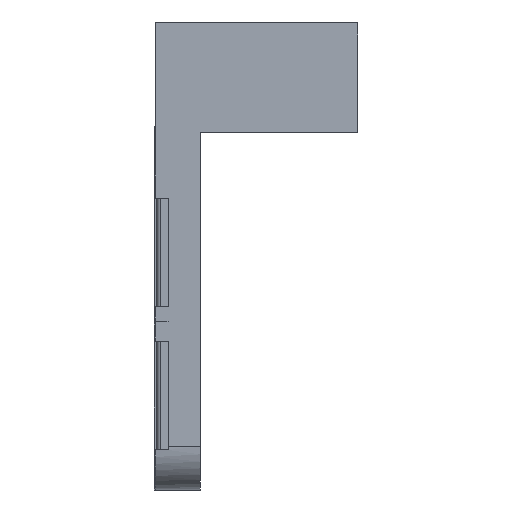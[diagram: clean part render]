
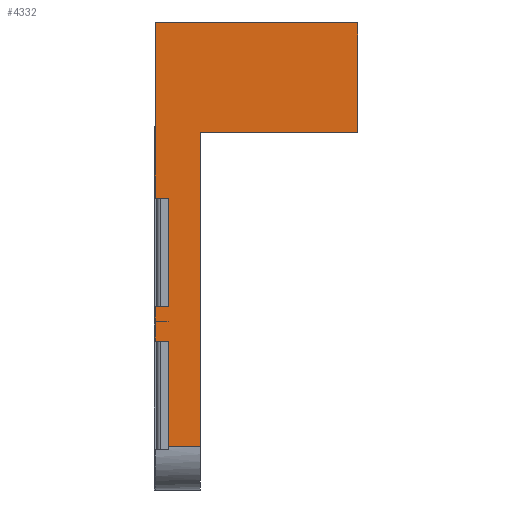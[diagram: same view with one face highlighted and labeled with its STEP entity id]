
A CAD part, left-side view. The second image highlights one B-rep face of the part: STEP entity #4332.
In plain terms, the highlighted planar face has unit normal (-1, 0, 0).
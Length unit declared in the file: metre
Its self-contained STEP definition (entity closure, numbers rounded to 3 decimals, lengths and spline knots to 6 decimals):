
#171=ORIENTED_EDGE('',*,*,#1483,.F.);
#172=ORIENTED_EDGE('',*,*,#1484,.T.);
#173=ORIENTED_EDGE('',*,*,#1485,.F.);
#174=ORIENTED_EDGE('',*,*,#1486,.F.);
#175=ORIENTED_EDGE('',*,*,#1487,.F.);
#176=ORIENTED_EDGE('',*,*,#1488,.T.);
#177=ORIENTED_EDGE('',*,*,#1489,.F.);
#178=ORIENTED_EDGE('',*,*,#1490,.F.);
#179=ORIENTED_EDGE('',*,*,#1491,.F.);
#180=ORIENTED_EDGE('',*,*,#1492,.T.);
#181=ORIENTED_EDGE('',*,*,#1493,.T.);
#182=ORIENTED_EDGE('',*,*,#1494,.F.);
#183=ORIENTED_EDGE('',*,*,#1495,.T.);
#184=ORIENTED_EDGE('',*,*,#1496,.T.);
#185=ORIENTED_EDGE('',*,*,#1497,.T.);
#186=ORIENTED_EDGE('',*,*,#1498,.F.);
#187=ORIENTED_EDGE('',*,*,#1499,.T.);
#188=ORIENTED_EDGE('',*,*,#1500,.F.);
#189=ORIENTED_EDGE('',*,*,#1501,.T.);
#190=ORIENTED_EDGE('',*,*,#1502,.T.);
#191=ORIENTED_EDGE('',*,*,#1503,.T.);
#192=ORIENTED_EDGE('',*,*,#1504,.F.);
#193=ORIENTED_EDGE('',*,*,#1505,.T.);
#1483=EDGE_CURVE('',#2139,#2140,#2584,.F.);
#1484=EDGE_CURVE('',#2139,#2141,#2585,.T.);
#1485=EDGE_CURVE('',#2142,#2141,#2586,.T.);
#1486=EDGE_CURVE('',#2143,#2142,#2587,.T.);
#1487=EDGE_CURVE('',#2144,#2143,#2588,.T.);
#1488=EDGE_CURVE('',#2144,#2145,#2589,.T.);
#1489=EDGE_CURVE('',#2146,#2145,#2590,.T.);
#1490=EDGE_CURVE('',#2147,#2146,#2591,.T.);
#1491=EDGE_CURVE('',#2148,#2147,#2592,.T.);
#1492=EDGE_CURVE('',#2148,#2149,#2593,.T.);
#1493=EDGE_CURVE('',#2149,#2150,#2594,.T.);
#1494=EDGE_CURVE('',#2151,#2150,#2595,.T.);
#1495=EDGE_CURVE('',#2151,#2152,#2596,.F.);
#1496=EDGE_CURVE('',#2152,#2153,#2597,.F.);
#1497=EDGE_CURVE('',#2153,#2154,#2598,.F.);
#1498=EDGE_CURVE('',#2155,#2154,#2599,.F.);
#1499=EDGE_CURVE('',#2155,#2156,#2600,.F.);
#1500=EDGE_CURVE('',#2157,#2156,#2601,.T.);
#1501=EDGE_CURVE('',#2157,#2158,#2602,.F.);
#1502=EDGE_CURVE('',#2158,#2159,#2603,.T.);
#1503=EDGE_CURVE('',#2159,#2160,#2604,.T.);
#1504=EDGE_CURVE('',#2161,#2160,#2605,.T.);
#1505=EDGE_CURVE('',#2161,#2140,#2606,.T.);
#2139=VERTEX_POINT('',#6074);
#2140=VERTEX_POINT('',#6075);
#2141=VERTEX_POINT('',#6077);
#2142=VERTEX_POINT('',#6079);
#2143=VERTEX_POINT('',#6081);
#2144=VERTEX_POINT('',#6083);
#2145=VERTEX_POINT('',#6085);
#2146=VERTEX_POINT('',#6087);
#2147=VERTEX_POINT('',#6089);
#2148=VERTEX_POINT('',#6091);
#2149=VERTEX_POINT('',#6093);
#2150=VERTEX_POINT('',#6095);
#2151=VERTEX_POINT('',#6097);
#2152=VERTEX_POINT('',#6099);
#2153=VERTEX_POINT('',#6101);
#2154=VERTEX_POINT('',#6103);
#2155=VERTEX_POINT('',#6105);
#2156=VERTEX_POINT('',#6107);
#2157=VERTEX_POINT('',#6109);
#2158=VERTEX_POINT('',#6111);
#2159=VERTEX_POINT('',#6113);
#2160=VERTEX_POINT('',#6115);
#2161=VERTEX_POINT('',#6117);
#2584=LINE('',#6073,#3131);
#2585=LINE('',#6076,#3132);
#2586=LINE('',#6078,#3133);
#2587=LINE('',#6080,#3134);
#2588=LINE('',#6082,#3135);
#2589=LINE('',#6084,#3136);
#2590=LINE('',#6086,#3137);
#2591=LINE('',#6088,#3138);
#2592=LINE('',#6090,#3139);
#2593=LINE('',#6092,#3140);
#2594=LINE('',#6094,#3141);
#2595=LINE('',#6096,#3142);
#2596=LINE('',#6098,#3143);
#2597=LINE('',#6100,#3144);
#2598=LINE('',#6102,#3145);
#2599=LINE('',#6104,#3146);
#2600=LINE('',#6106,#3147);
#2601=LINE('',#6108,#3148);
#2602=LINE('',#6110,#3149);
#2603=LINE('',#6112,#3150);
#2604=LINE('',#6114,#3151);
#2605=LINE('',#6116,#3152);
#2606=LINE('',#6118,#3153);
#3131=VECTOR('',#4884,1.);
#3132=VECTOR('',#4885,1.);
#3133=VECTOR('',#4886,1.);
#3134=VECTOR('',#4887,1.);
#3135=VECTOR('',#4888,1.);
#3136=VECTOR('',#4889,1.);
#3137=VECTOR('',#4890,1.);
#3138=VECTOR('',#4891,1.);
#3139=VECTOR('',#4892,1.);
#3140=VECTOR('',#4893,1.);
#3141=VECTOR('',#4894,1.);
#3142=VECTOR('',#4895,1.);
#3143=VECTOR('',#4896,1.);
#3144=VECTOR('',#4897,1.);
#3145=VECTOR('',#4898,1.);
#3146=VECTOR('',#4899,1.);
#3147=VECTOR('',#4900,1.);
#3148=VECTOR('',#4901,1.);
#3149=VECTOR('',#4902,1.);
#3150=VECTOR('',#4903,1.);
#3151=VECTOR('',#4904,1.);
#3152=VECTOR('',#4905,1.);
#3153=VECTOR('',#4906,1.);
#3678=EDGE_LOOP('',(#171,#172,#173,#174,#175,#176,#177,#178,#179,#180,#181,
#182,#183,#184,#185,#186,#187,#188,#189,#190,#191,#192,#193));
#3923=FACE_BOUND('',#3678,.T.);
#4168=PLANE('',#4559);
#4332=ADVANCED_FACE('',(#3923),#4168,.T.);
#4559=AXIS2_PLACEMENT_3D('',#6072,#4882,#4883);
#4882=DIRECTION('',(-1.,0.,0.));
#4883=DIRECTION('',(0.,0.,-1.));
#4884=DIRECTION('',(0.,0.,1.));
#4885=DIRECTION('',(0.,-1.,0.));
#4886=DIRECTION('',(0.,0.,-1.));
#4887=DIRECTION('',(0.,-1.,0.));
#4888=DIRECTION('',(0.,0.,-1.));
#4889=DIRECTION('',(0.,-1.,0.));
#4890=DIRECTION('',(0.,0.,-1.));
#4891=DIRECTION('',(0.,-1.,0.));
#4892=DIRECTION('',(0.,0.,1.));
#4893=DIRECTION('',(0.,-1.,0.));
#4894=DIRECTION('',(0.,-1.,0.));
#4895=DIRECTION('',(0.,0.,1.));
#4896=DIRECTION('',(0.,-1.,0.));
#4897=DIRECTION('',(0.,-1.,0.));
#4898=DIRECTION('',(0.,0.,1.));
#4899=DIRECTION('',(0.,-1.,0.));
#4900=DIRECTION('',(0.,0.,1.));
#4901=DIRECTION('',(0.,-1.,0.));
#4902=DIRECTION('',(0.,0.,1.));
#4903=DIRECTION('',(0.,-1.,0.));
#4904=DIRECTION('',(0.,-1.,0.));
#4905=DIRECTION('',(0.,0.,1.));
#4906=DIRECTION('',(0.,-1.,0.));
#6072=CARTESIAN_POINT('',(-0.026895,0.02796,0.011314));
#6073=CARTESIAN_POINT('',(-0.026895,0.039157,0.034016));
#6074=CARTESIAN_POINT('',(-0.026895,0.039157,0.011244));
#6075=CARTESIAN_POINT('',(-0.026895,0.039157,-0.025282));
#6076=CARTESIAN_POINT('',(-0.026895,0.02096,0.011244));
#6077=CARTESIAN_POINT('',(-0.026895,0.020922,0.011244));
#6078=CARTESIAN_POINT('',(-0.026895,0.020922,0.011314));
#6079=CARTESIAN_POINT('',(-0.026895,0.020922,0.014846));
#6080=CARTESIAN_POINT('',(-0.026895,0.02096,0.014846));
#6081=CARTESIAN_POINT('',(-0.026895,0.02096,0.014846));
#6082=CARTESIAN_POINT('',(-0.026895,0.02096,0.011314));
#6083=CARTESIAN_POINT('',(-0.026895,0.02096,0.020596));
#6084=CARTESIAN_POINT('',(-0.026895,0.02096,0.020596));
#6085=CARTESIAN_POINT('',(-0.026895,0.020922,0.020596));
#6086=CARTESIAN_POINT('',(-0.026895,0.020922,0.011314));
#6087=CARTESIAN_POINT('',(-0.026895,0.020922,0.023938));
#6088=CARTESIAN_POINT('',(-0.026895,0.02096,0.023938));
#6089=CARTESIAN_POINT('',(-0.026895,0.044404,0.023938));
#6090=CARTESIAN_POINT('',(-0.026895,0.044404,0.139858));
#6091=CARTESIAN_POINT('',(-0.026895,0.044404,0.003589));
#6092=CARTESIAN_POINT('',(-0.026895,0.042903,0.003589));
#6093=CARTESIAN_POINT('',(-0.026895,0.043974,0.003589));
#6094=CARTESIAN_POINT('',(-0.026895,0.042903,0.003589));
#6095=CARTESIAN_POINT('',(-0.026895,0.042903,0.003589));
#6096=CARTESIAN_POINT('',(-0.026895,0.042903,-0.0107));
#6097=CARTESIAN_POINT('',(-0.026895,0.042903,-0.009033));
#6098=CARTESIAN_POINT('',(-0.026895,0.042903,-0.009033));
#6099=CARTESIAN_POINT('',(-0.026895,0.043974,-0.009033));
#6100=CARTESIAN_POINT('',(-0.026895,0.042903,-0.009033));
#6101=CARTESIAN_POINT('',(-0.026895,0.044404,-0.009033));
#6102=CARTESIAN_POINT('',(-0.026895,0.044404,-0.0107));
#6103=CARTESIAN_POINT('',(-0.026895,0.044404,-0.010682));
#6104=CARTESIAN_POINT('',(-0.026895,0.042903,-0.010682));
#6105=CARTESIAN_POINT('',(-0.026895,0.042903,-0.010682));
#6106=CARTESIAN_POINT('',(-0.026895,0.042903,-0.0107));
#6107=CARTESIAN_POINT('',(-0.026895,0.042903,-0.010718));
#6108=CARTESIAN_POINT('',(-0.026895,0.042903,-0.010718));
#6109=CARTESIAN_POINT('',(-0.026895,0.044404,-0.010718));
#6110=CARTESIAN_POINT('',(-0.026895,0.044404,-0.0107));
#6111=CARTESIAN_POINT('',(-0.026895,0.044404,-0.013011));
#6112=CARTESIAN_POINT('',(-0.026895,0.042903,-0.013011));
#6113=CARTESIAN_POINT('',(-0.026895,0.043974,-0.013011));
#6114=CARTESIAN_POINT('',(-0.026895,0.042903,-0.013011));
#6115=CARTESIAN_POINT('',(-0.026895,0.042903,-0.013011));
#6116=CARTESIAN_POINT('',(-0.026895,0.042903,-0.0107));
#6117=CARTESIAN_POINT('',(-0.026895,0.042903,-0.025282));
#6118=CARTESIAN_POINT('',(-0.026895,0.02796,-0.025282));
